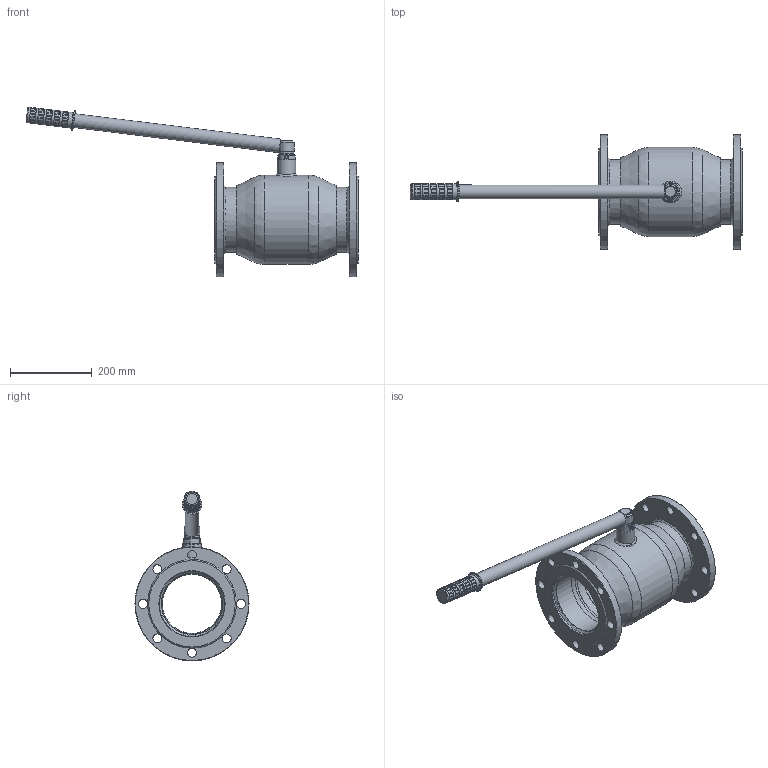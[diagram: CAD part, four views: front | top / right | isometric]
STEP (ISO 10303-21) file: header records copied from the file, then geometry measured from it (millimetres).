
FILE_DESCRIPTION(('TFLEX Exchange Step'),'2;1');
FILE_NAME('065N9630 - Кран шаровой Basic DN150.stp', '2023-11-14T16:42:49+03:00',('RUCO3277'),('Unknown organisation'),'TFLEX Exchange 2023.2','T-FLEX CAD','Unknown authorisation');
FILE_SCHEMA( ('AUTOMOTIVE_DESIGN { 1 0 10303 214 1 1 1 1 }') );
Length unit declared in the file: millimetre
Products named in the file (1): Nodes
Bounding box: 814.22 x 280 x 416.46 mm (x, y, z)
Volume: 3099299.1 mm3; surface area: 958443.3 mm2
Topology: 18 solids, 18 shells, 599 faces, 1448 edges, 940 vertices
Faces by surface type: plane 438, cylinder 66, cone 49, torus 29, bspline 17
Full cylindrical faces by diameter (mm): 10.2 x1, 10.3 x3, 11.69 x2, 22 x16, 27 x4, 27.1 x2, 30 x4, 32 x1, 32.9 x1, 33.5 x1, 36 x1, 38 x2, 38.6 x1, 39 x1, 45 x1, 45.4 x1, 48.6 x1, 145 x2, 149 x2, 150 x2, 155 x2, 159 x2, 160.5 x2, 209 x1, 219 x1, 280 x2
Entity records: 23034 total; most frequent: CARTESIAN_POINT 8604, DIRECTION 3028, ORIENTED_EDGE 2864, EDGE_CURVE 1432, AXIS2_PLACEMENT_3D 1053, VERTEX_POINT 940, VECTOR 922, LINE 922
